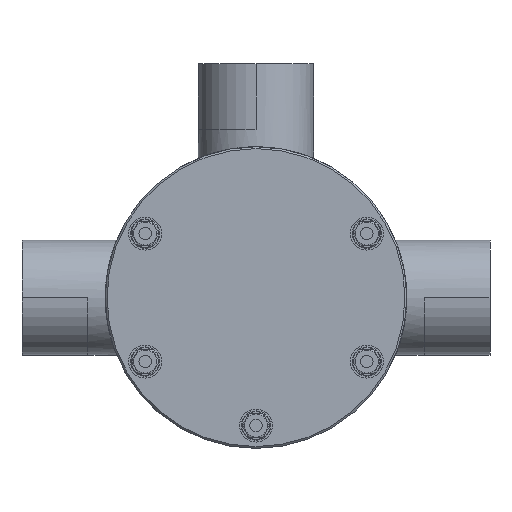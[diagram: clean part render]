
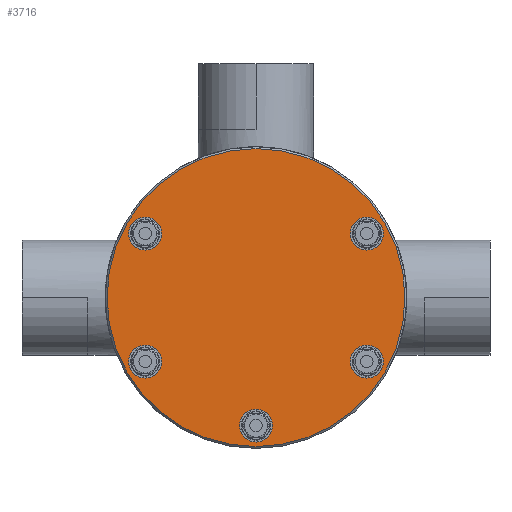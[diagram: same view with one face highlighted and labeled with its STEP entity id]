
A CAD part, front view. The second image highlights one B-rep face of the part: STEP entity #3716.
In plain terms, the highlighted planar face has unit normal (0, -1, 0).
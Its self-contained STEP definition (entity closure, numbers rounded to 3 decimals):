
#46=CARTESIAN_POINT('',(127.296,-47.448,-167.92));
#47=DIRECTION('',(0.,1.,0.));
#48=DIRECTION('',(1.,0.,0.));
#49=AXIS2_PLACEMENT_3D('',#46,#47,#48);
#51=CARTESIAN_POINT('',(127.296,-47.448,-167.92));
#52=DIRECTION('',(0.,1.,0.));
#53=DIRECTION('',(0.,0.,-1.));
#54=AXIS2_PLACEMENT_3D('',#51,#52,#53);
#56=CARTESIAN_POINT('',(127.296,-47.448,-167.92));
#57=DIRECTION('',(0.,1.,0.));
#58=DIRECTION('',(-1.,0.,0.));
#59=AXIS2_PLACEMENT_3D('',#56,#57,#58);
#61=CARTESIAN_POINT('',(127.296,-47.448,-167.92));
#62=DIRECTION('',(0.,1.,0.));
#63=DIRECTION('',(0.,0.,1.));
#64=AXIS2_PLACEMENT_3D('',#61,#62,#63);
#66=CARTESIAN_POINT('',(66.674,-47.448,-202.92));
#67=DIRECTION('',(0.,-1.,0.));
#68=DIRECTION('',(-0.866,0.,-0.5));
#69=AXIS2_PLACEMENT_3D('',#66,#67,#68);
#71=CARTESIAN_POINT('',(66.674,-47.448,-202.92));
#72=DIRECTION('',(0.,-1.,0.));
#73=DIRECTION('',(0.866,0.,0.5));
#74=AXIS2_PLACEMENT_3D('',#71,#72,#73);
#76=CARTESIAN_POINT('',(66.674,-47.448,-132.92));
#77=DIRECTION('',(0.,-1.,0.));
#78=DIRECTION('',(-0.866,0.,0.5));
#79=AXIS2_PLACEMENT_3D('',#76,#77,#78);
#81=CARTESIAN_POINT('',(66.674,-47.448,-132.92));
#82=DIRECTION('',(0.,-1.,0.));
#83=DIRECTION('',(0.866,0.,-0.5));
#84=AXIS2_PLACEMENT_3D('',#81,#82,#83);
#86=CARTESIAN_POINT('',(187.918,-47.448,-202.92));
#87=DIRECTION('',(0.,-1.,0.));
#88=DIRECTION('',(-0.866,0.,0.5));
#89=AXIS2_PLACEMENT_3D('',#86,#87,#88);
#91=CARTESIAN_POINT('',(187.918,-47.448,-202.92));
#92=DIRECTION('',(0.,-1.,0.));
#93=DIRECTION('',(0.866,0.,-0.5));
#94=AXIS2_PLACEMENT_3D('',#91,#92,#93);
#96=CARTESIAN_POINT('',(187.918,-47.448,-132.92));
#97=DIRECTION('',(0.,-1.,0.));
#98=DIRECTION('',(-0.866,0.,-0.5));
#99=AXIS2_PLACEMENT_3D('',#96,#97,#98);
#101=CARTESIAN_POINT('',(187.918,-47.448,-132.92));
#102=DIRECTION('',(0.,-1.,0.));
#103=DIRECTION('',(0.866,0.,0.5));
#104=AXIS2_PLACEMENT_3D('',#101,#102,#103);
#106=CARTESIAN_POINT('',(127.296,-47.448,-237.92));
#107=DIRECTION('',(0.,-1.,0.));
#108=DIRECTION('',(0.,0.,-1.));
#109=AXIS2_PLACEMENT_3D('',#106,#107,#108);
#111=CARTESIAN_POINT('',(127.296,-47.448,-237.92));
#112=DIRECTION('',(0.,-1.,0.));
#113=DIRECTION('',(0.,0.,1.));
#114=AXIS2_PLACEMENT_3D('',#111,#112,#113);
#3035=CARTESIAN_POINT('',(208.796,-47.448,
-167.92));
#3036=CARTESIAN_POINT('',(127.296,-47.448,
-249.42));
#3037=VERTEX_POINT('',#3035);
#3038=VERTEX_POINT('',#3036);
#3039=CARTESIAN_POINT('',(45.796,-47.448,
-167.92));
#3040=VERTEX_POINT('',#3039);
#3041=CARTESIAN_POINT('',(127.296,-47.448,
-86.42));
#3042=VERTEX_POINT('',#3041);
#3043=CARTESIAN_POINT('',(58.88,-47.448,
-207.42));
#3044=CARTESIAN_POINT('',(74.468,-47.448,
-198.42));
#3045=VERTEX_POINT('',#3043);
#3046=VERTEX_POINT('',#3044);
#3047=CARTESIAN_POINT('',(58.88,-47.448,
-128.42));
#3048=CARTESIAN_POINT('',(74.468,-47.448,
-137.42));
#3049=VERTEX_POINT('',#3047);
#3050=VERTEX_POINT('',#3048);
#3051=CARTESIAN_POINT('',(180.124,-47.448,
-198.42));
#3052=CARTESIAN_POINT('',(195.712,-47.448,
-207.42));
#3053=VERTEX_POINT('',#3051);
#3054=VERTEX_POINT('',#3052);
#3055=CARTESIAN_POINT('',(180.124,-47.448,
-137.42));
#3056=CARTESIAN_POINT('',(195.712,-47.448,
-128.42));
#3057=VERTEX_POINT('',#3055);
#3058=VERTEX_POINT('',#3056);
#3059=CARTESIAN_POINT('',(127.296,-47.448,
-246.92));
#3060=CARTESIAN_POINT('',(127.296,-47.448,
-228.92));
#3061=VERTEX_POINT('',#3059);
#3062=VERTEX_POINT('',#3060);
#3671=CARTESIAN_POINT('',(127.296,-47.448,
-167.92));
#3672=DIRECTION('',(0.,1.,0.));
#3673=DIRECTION('',(-1.,0.,0.));
#3674=AXIS2_PLACEMENT_3D('',#3671,#3672,#3673);
#3675=PLANE('',#3674);
#3677=ORIENTED_EDGE('',*,*,#3676,.T.);
#3679=ORIENTED_EDGE('',*,*,#3678,.T.);
#3681=ORIENTED_EDGE('',*,*,#3680,.T.);
#3683=ORIENTED_EDGE('',*,*,#3682,.T.);
#3684=EDGE_LOOP('',(#3677,#3679,#3681,#3683));
#3685=FACE_OUTER_BOUND('',#3684,.F.);
#3687=ORIENTED_EDGE('',*,*,#3686,.T.);
#3689=ORIENTED_EDGE('',*,*,#3688,.T.);
#3690=EDGE_LOOP('',(#3687,#3689));
#3691=FACE_BOUND('',#3690,.F.);
#3693=ORIENTED_EDGE('',*,*,#3692,.T.);
#3695=ORIENTED_EDGE('',*,*,#3694,.T.);
#3696=EDGE_LOOP('',(#3693,#3695));
#3697=FACE_BOUND('',#3696,.F.);
#3699=ORIENTED_EDGE('',*,*,#3698,.T.);
#3701=ORIENTED_EDGE('',*,*,#3700,.T.);
#3702=EDGE_LOOP('',(#3699,#3701));
#3703=FACE_BOUND('',#3702,.F.);
#3705=ORIENTED_EDGE('',*,*,#3704,.T.);
#3707=ORIENTED_EDGE('',*,*,#3706,.T.);
#3708=EDGE_LOOP('',(#3705,#3707));
#3709=FACE_BOUND('',#3708,.F.);
#3711=ORIENTED_EDGE('',*,*,#3710,.T.);
#3713=ORIENTED_EDGE('',*,*,#3712,.T.);
#3714=EDGE_LOOP('',(#3711,#3713));
#3715=FACE_BOUND('',#3714,.F.);
#50=CIRCLE('',#49,81.5);
#55=CIRCLE('',#54,81.5);
#60=CIRCLE('',#59,81.5);
#65=CIRCLE('',#64,81.5);
#70=CIRCLE('',#69,9.);
#75=CIRCLE('',#74,9.);
#80=CIRCLE('',#79,9.);
#85=CIRCLE('',#84,9.);
#90=CIRCLE('',#89,9.);
#95=CIRCLE('',#94,9.);
#100=CIRCLE('',#99,9.);
#105=CIRCLE('',#104,9.);
#110=CIRCLE('',#109,9.);
#115=CIRCLE('',#114,9.);
#3676=EDGE_CURVE('',#3037,#3038,#50,.T.);
#3678=EDGE_CURVE('',#3038,#3040,#55,.T.);
#3680=EDGE_CURVE('',#3040,#3042,#60,.T.);
#3682=EDGE_CURVE('',#3042,#3037,#65,.T.);
#3686=EDGE_CURVE('',#3045,#3046,#70,.T.);
#3688=EDGE_CURVE('',#3046,#3045,#75,.T.);
#3692=EDGE_CURVE('',#3049,#3050,#80,.T.);
#3694=EDGE_CURVE('',#3050,#3049,#85,.T.);
#3698=EDGE_CURVE('',#3053,#3054,#90,.T.);
#3700=EDGE_CURVE('',#3054,#3053,#95,.T.);
#3704=EDGE_CURVE('',#3057,#3058,#100,.T.);
#3706=EDGE_CURVE('',#3058,#3057,#105,.T.);
#3710=EDGE_CURVE('',#3061,#3062,#110,.T.);
#3712=EDGE_CURVE('',#3062,#3061,#115,.T.);
#3716=ADVANCED_FACE('',(#3685,#3691,#3697,#3703,#3709,#3715),#3675,.F.);
